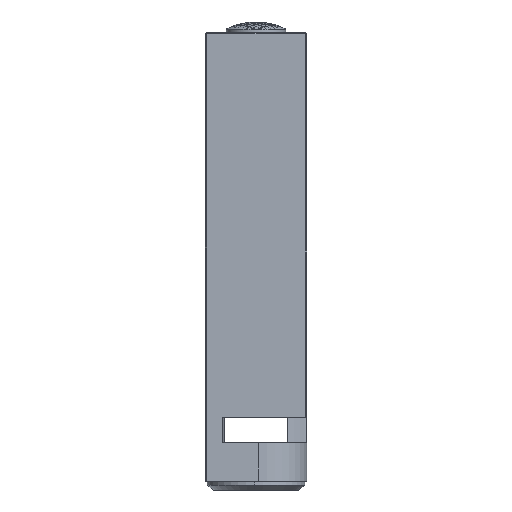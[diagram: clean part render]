
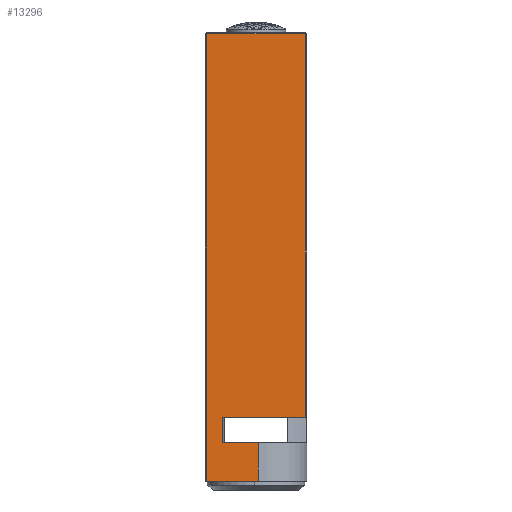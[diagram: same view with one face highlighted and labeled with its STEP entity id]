
A CAD part, left-side view. The second image highlights one B-rep face of the part: STEP entity #13296.
In plain terms, the highlighted planar face has unit normal (-1, 0, 0).
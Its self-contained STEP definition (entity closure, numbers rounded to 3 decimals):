
#57=DIRECTION('',(0.,-1.,0.));
#58=VECTOR('',#57,12.2);
#59=CARTESIAN_POINT('',(-12.,11.7,0.));
#60=LINE('',#59,#58);
#4650=DIRECTION('',(0.,1.,0.));
#4651=VECTOR('',#4650,23.4);
#4652=CARTESIAN_POINT('',(-12.,-11.7,105.8));
#4653=LINE('',#4652,#4651);
#4654=DIRECTION('',(0.,0.,-1.));
#4655=VECTOR('',#4654,90.65);
#4656=CARTESIAN_POINT('',(-12.,-11.7,105.8));
#4657=LINE('',#4656,#4655);
#4658=DIRECTION('',(0.,1.,0.));
#4659=VECTOR('',#4658,19.7);
#4660=CARTESIAN_POINT('',(-12.,-11.7,15.15));
#4661=LINE('',#4660,#4659);
#4662=DIRECTION('',(0.,0.,1.));
#4663=VECTOR('',#4662,6.);
#4664=CARTESIAN_POINT('',(-12.,8.,9.15));
#4665=LINE('',#4664,#4663);
#4666=DIRECTION('',(0.,1.,0.));
#4667=VECTOR('',#4666,8.5);
#4668=CARTESIAN_POINT('',(-12.,-0.5,9.15));
#4669=LINE('',#4668,#4667);
#4670=DIRECTION('',(0.,0.,-1.));
#4671=VECTOR('',#4670,9.15);
#4672=CARTESIAN_POINT('',(-12.,-0.5,9.15));
#4673=LINE('',#4672,#4671);
#4674=DIRECTION('',(0.,0.,-1.));
#4675=VECTOR('',#4674,105.8);
#4676=CARTESIAN_POINT('',(-12.,11.7,105.8));
#4677=LINE('',#4676,#4675);
#6361=CARTESIAN_POINT('',(-12.,8.,9.15));
#6362=CARTESIAN_POINT('',(-12.,8.,15.15));
#6363=VERTEX_POINT('',#6361);
#6364=VERTEX_POINT('',#6362);
#6384=CARTESIAN_POINT('',(-12.,-0.5,0.));
#6386=VERTEX_POINT('',#6384);
#6387=CARTESIAN_POINT('',(-12.,-0.5,9.15));
#6388=VERTEX_POINT('',#6387);
#6412=CARTESIAN_POINT('',(-12.,-11.7,15.15));
#6414=VERTEX_POINT('',#6412);
#6415=CARTESIAN_POINT('',(-12.,11.7,0.));
#6417=VERTEX_POINT('',#6415);
#6419=CARTESIAN_POINT('',(-12.,11.7,105.8));
#6421=VERTEX_POINT('',#6419);
#6428=CARTESIAN_POINT('',(-12.,-11.7,105.8));
#6430=VERTEX_POINT('',#6428);
#13278=CARTESIAN_POINT('',(-12.,12.,0.));
#13279=DIRECTION('',(-1.,0.,0.));
#13280=DIRECTION('',(0.,-1.,0.));
#13281=AXIS2_PLACEMENT_3D('',#13278,#13279,#13280);
#13282=PLANE('',#13281);
#13283=ORIENTED_EDGE('',*,*,#13259,.F.);
#13285=ORIENTED_EDGE('',*,*,#13284,.T.);
#13286=ORIENTED_EDGE('',*,*,#9738,.T.);
#13288=ORIENTED_EDGE('',*,*,#13287,.F.);
#13289=ORIENTED_EDGE('',*,*,#9662,.F.);
#13291=ORIENTED_EDGE('',*,*,#13290,.T.);
#13292=ORIENTED_EDGE('',*,*,#6896,.F.);
#13293=ORIENTED_EDGE('',*,*,#13270,.F.);
#13294=EDGE_LOOP('',(#13283,#13285,#13286,#13288,#13289,#13291,#13292,#13293));
#13295=FACE_OUTER_BOUND('',#13294,.F.);
#13296=ADVANCED_FACE('',(#13295),#13282,.T.);
#6896=EDGE_CURVE('',#6417,#6386,#60,.T.);
#9662=EDGE_CURVE('',#6388,#6363,#4669,.T.);
#9738=EDGE_CURVE('',#6414,#6364,#4661,.T.);
#13259=EDGE_CURVE('',#6430,#6421,#4653,.T.);
#13270=EDGE_CURVE('',#6421,#6417,#4677,.T.);
#13284=EDGE_CURVE('',#6430,#6414,#4657,.T.);
#13287=EDGE_CURVE('',#6363,#6364,#4665,.T.);
#13290=EDGE_CURVE('',#6388,#6386,#4673,.T.);
